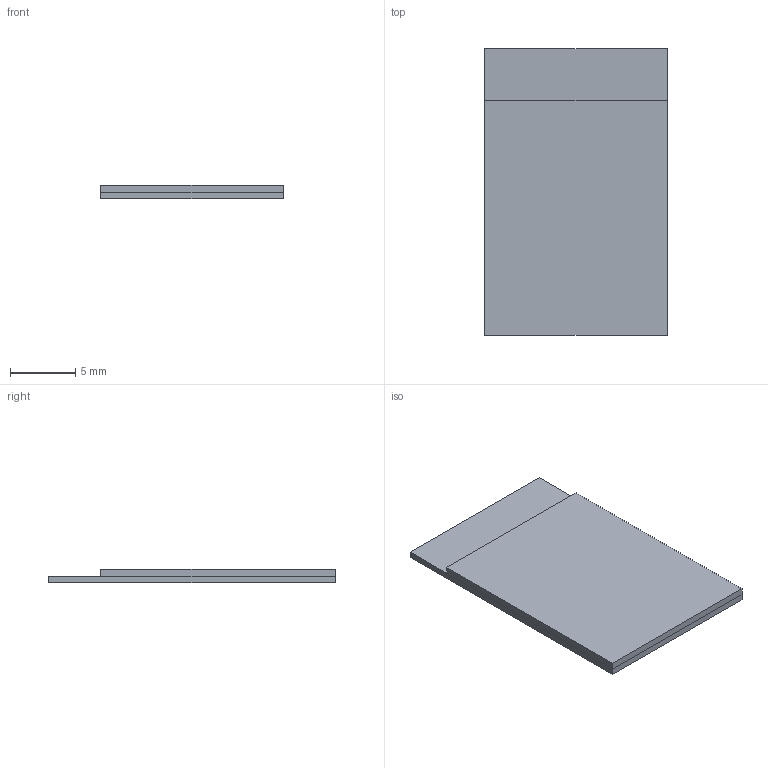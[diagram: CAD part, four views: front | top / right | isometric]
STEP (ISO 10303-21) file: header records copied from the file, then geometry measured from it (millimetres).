
FILE_DESCRIPTION(('FreeCAD Model'),'2;1');
FILE_NAME( 'OLED_48x64.step' ,'2019-04-09T13:47:24',('kicad StepUp'),('ksu MCAD'), 'Open CASCADE STEP processor 7.2','FreeCAD','Unknown');
FILE_SCHEMA(('AUTOMOTIVE_DESIGN { 1 0 10303 214 1 1 1 1 }'));
Length unit declared in the file: millimetre
Products named in the file (1): OLED_48x64
Bounding box: 14 x 22 x 1.05 mm (x, y, z)
Volume: 292.6 mm3; surface area: 687.2 mm2
Topology: 1 solids, 1 shells, 11 faces, 23 edges, 14 vertices
Faces by surface type: plane 11
Entity records: 375 total; most frequent: CARTESIAN_POINT 49, DIRECTION 47, ORIENTED_EDGE 46, EDGE_CURVE 23, LINE 23, VECTOR 23, VERTEX_POINT 14, AXIS2_PLACEMENT_3D 12
